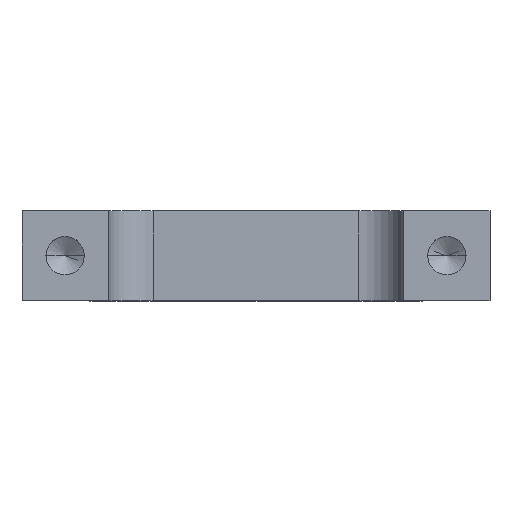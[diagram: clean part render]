
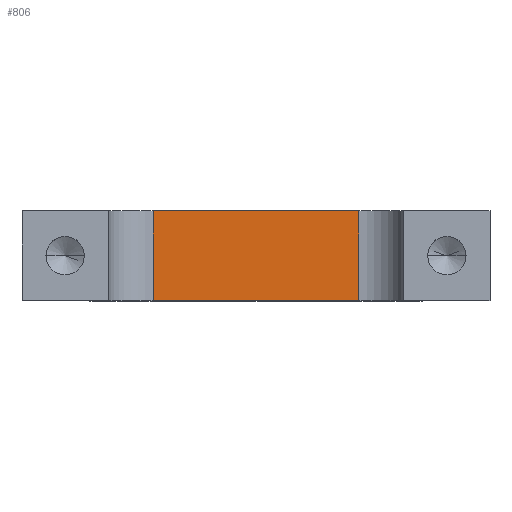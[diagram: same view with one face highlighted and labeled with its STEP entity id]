
A CAD part, top view. The second image highlights one B-rep face of the part: STEP entity #806.
In plain terms, the highlighted planar face has unit normal (0, 0, 1).
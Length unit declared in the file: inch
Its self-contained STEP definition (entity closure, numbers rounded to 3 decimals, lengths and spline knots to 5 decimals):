
#25 = EDGE_CURVE ( 'NONE', #155, #729, #666, .T. ) ;
#95 = CARTESIAN_POINT ( 'NONE',  ( 0.2856, 0.25, 0.55 ) ) ;
#128 = EDGE_CURVE ( 'NONE', #1155, #155, #135, .T. ) ;
#135 = LINE ( 'NONE', #1317, #1557 ) ;
#155 = VERTEX_POINT ( 'NONE', #992 ) ;
#178 = ORIENTED_EDGE ( 'NONE', *, *, #25, .T. ) ;
#290 = ORIENTED_EDGE ( 'NONE', *, *, #1627, .T. ) ;
#403 = VERTEX_POINT ( 'NONE', #834 ) ;
#433 = PLANE ( 'NONE',  #1209 ) ;
#441 = VECTOR ( 'NONE', #1234, 39.37008 ) ;
#458 = DIRECTION ( 'NONE',  ( 0., 1., 0. ) ) ;
#496 = CARTESIAN_POINT ( 'NONE',  ( 0.2856, 0.25, 0.55 ) ) ;
#545 = EDGE_LOOP ( 'NONE', ( #700, #178, #1393, #290 ) ) ;
#629 = VECTOR ( 'NONE', #458, 39.37008 ) ;
#666 = LINE ( 'NONE', #496, #629 ) ;
#700 = ORIENTED_EDGE ( 'NONE', *, *, #128, .T. ) ;
#723 = LINE ( 'NONE', #1391, #1355 ) ;
#729 = VERTEX_POINT ( 'NONE', #95 ) ;
#796 = LINE ( 'NONE', #1381, #441 ) ;
#806 = ADVANCED_FACE ( 'NONE', ( #1021 ), #433, .F. ) ;
#834 = CARTESIAN_POINT ( 'NONE',  ( -0.2856, 0.25, 0.55 ) ) ;
#992 = CARTESIAN_POINT ( 'NONE',  ( 0.2856, 0., 0.55 ) ) ;
#1006 = DIRECTION ( 'NONE',  ( 1., 0., 0. ) ) ;
#1021 = FACE_OUTER_BOUND ( 'NONE', #545, .T. ) ;
#1155 = VERTEX_POINT ( 'NONE', #1589 ) ;
#1209 = AXIS2_PLACEMENT_3D ( 'NONE', #1608, #1730, #1725 ) ;
#1234 = DIRECTION ( 'NONE',  ( 0., -1., 0. ) ) ;
#1317 = CARTESIAN_POINT ( 'NONE',  ( -0.4106, 0., 0.55 ) ) ;
#1324 = DIRECTION ( 'NONE',  ( 1., 0., 0. ) ) ;
#1355 = VECTOR ( 'NONE', #1006, 39.37008 ) ;
#1381 = CARTESIAN_POINT ( 'NONE',  ( -0.2856, 0., 0.55 ) ) ;
#1391 = CARTESIAN_POINT ( 'NONE',  ( -0.4106, 0.25, 0.55 ) ) ;
#1393 = ORIENTED_EDGE ( 'NONE', *, *, #1710, .F. ) ;
#1557 = VECTOR ( 'NONE', #1324, 39.37008 ) ;
#1589 = CARTESIAN_POINT ( 'NONE',  ( -0.2856, 0., 0.55 ) ) ;
#1608 = CARTESIAN_POINT ( 'NONE',  ( -0.4106, 0.25, 0.55 ) ) ;
#1627 = EDGE_CURVE ( 'NONE', #403, #1155, #796, .T. ) ;
#1710 = EDGE_CURVE ( 'NONE', #403, #729, #723, .T. ) ;
#1725 = DIRECTION ( 'NONE',  ( -1., 0., 0. ) ) ;
#1730 = DIRECTION ( 'NONE',  ( 0., 0., -1. ) ) ;
